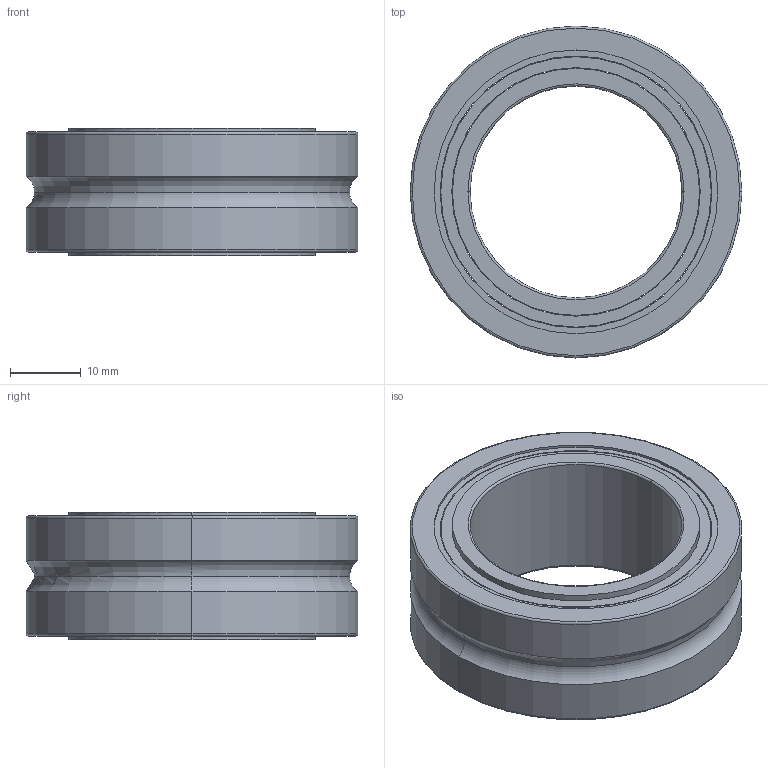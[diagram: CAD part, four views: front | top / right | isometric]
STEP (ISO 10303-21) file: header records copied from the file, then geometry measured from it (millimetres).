
FILE_DESCRIPTION (( 'STEP AP214' ), '1' );
FILE_NAME ('1709789430944.step', '2024-03-07T05:30:33', ( '' ), ( 'Aliyun' ), 'STEP 2.0', 'fa-part.com', '' );
FILE_SCHEMA (( 'AUTOMOTIVE_DESIGN' ));
Length unit declared in the file: millimetre
Products named in the file (1): 1709789430944
Bounding box: 47 x 47 x 18 mm (x, y, z)
Volume: 23909.6 mm3; surface area: 26748.6 mm2
Topology: 6 solids, 6 shells, 84 faces, 181 edges, 116 vertices
Faces by surface type: cylinder 40, plane 24, torus 20
Entity records: 2509 total; most frequent: CARTESIAN_POINT 500, DIRECTION 444, ORIENTED_EDGE 362, AXIS2_PLACEMENT_3D 200, EDGE_CURVE 181, VERTEX_POINT 116, CIRCLE 115, EDGE_LOOP 105
